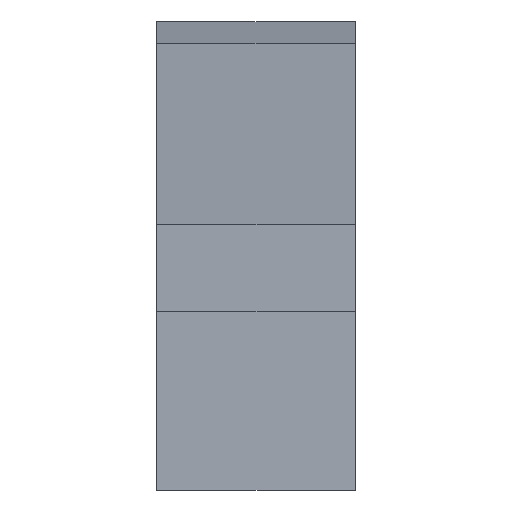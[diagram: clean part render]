
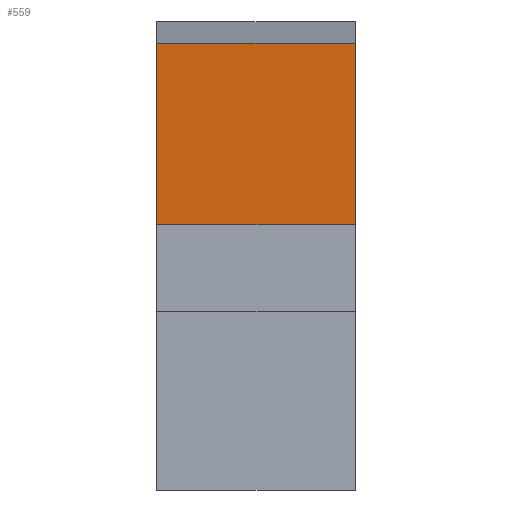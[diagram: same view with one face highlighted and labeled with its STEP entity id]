
A CAD part, left-side view. The second image highlights one B-rep face of the part: STEP entity #559.
In plain terms, the highlighted planar face has unit normal (-0.259, 0, 0.966).
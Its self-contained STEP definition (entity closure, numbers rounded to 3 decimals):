
#2 = ORIENTED_EDGE ( 'NONE', *, *, #14, .F. ) ;
#14 = EDGE_CURVE ( 'NONE', #284, #61, #672, .T. ) ;
#36 = VERTEX_POINT ( 'NONE', #678 ) ;
#61 = VERTEX_POINT ( 'NONE', #624 ) ;
#68 = CARTESIAN_POINT ( 'NONE',  ( -20.694, 0., 77.231 ) ) ;
#100 = VERTEX_POINT ( 'NONE', #566 ) ;
#111 = CARTESIAN_POINT ( 'NONE',  ( -20.694, 15., 77.231 ) ) ;
#146 = ORIENTED_EDGE ( 'NONE', *, *, #471, .F. ) ;
#152 = PLANE ( 'NONE',  #525 ) ;
#207 = FACE_OUTER_BOUND ( 'NONE', #304, .T. ) ;
#212 = CARTESIAN_POINT ( 'NONE',  ( -16.84, 0., 78.264 ) ) ;
#214 = CARTESIAN_POINT ( 'NONE',  ( -20.694, -76.029, 77.231 ) ) ;
#244 = DIRECTION ( 'NONE',  ( -0.966, 0., -0.259 ) ) ;
#250 = VECTOR ( 'NONE', #787, 1000. ) ;
#284 = VERTEX_POINT ( 'NONE', #212 ) ;
#304 = EDGE_LOOP ( 'NONE', ( #2, #146, #418, #554 ) ) ;
#346 = DIRECTION ( 'NONE',  ( 0., -1., 0. ) ) ;
#351 = DIRECTION ( 'NONE',  ( 0.966, 0., 0.259 ) ) ;
#403 = EDGE_CURVE ( 'NONE', #61, #36, #601, .T. ) ;
#418 = ORIENTED_EDGE ( 'NONE', *, *, #478, .F. ) ;
#420 = CARTESIAN_POINT ( 'NONE',  ( -67.998, -76.029, 64.556 ) ) ;
#425 = LINE ( 'NONE', #791, #497 ) ;
#471 = EDGE_CURVE ( 'NONE', #100, #284, #425, .T. ) ;
#478 = EDGE_CURVE ( 'NONE', #36, #100, #799, .T. ) ;
#497 = VECTOR ( 'NONE', #346, 1000. ) ;
#499 = DIRECTION ( 'NONE',  ( 0.966, 0., 0.259 ) ) ;
#525 = AXIS2_PLACEMENT_3D ( 'NONE', #214, #573, #499 ) ;
#554 = ORIENTED_EDGE ( 'NONE', *, *, #403, .F. ) ;
#559 = ADVANCED_FACE ( 'NONE', ( #207 ), #152, .T. ) ;
#566 = CARTESIAN_POINT ( 'NONE',  ( -16.84, 15., 78.264 ) ) ;
#573 = DIRECTION ( 'NONE',  ( -0.259, 0., 0.966 ) ) ;
#601 = LINE ( 'NONE', #420, #250 ) ;
#624 = CARTESIAN_POINT ( 'NONE',  ( -67.998, 0., 64.556 ) ) ;
#672 = LINE ( 'NONE', #68, #727 ) ;
#678 = CARTESIAN_POINT ( 'NONE',  ( -67.998, 15., 64.556 ) ) ;
#727 = VECTOR ( 'NONE', #244, 1000. ) ;
#781 = VECTOR ( 'NONE', #351, 1000. ) ;
#787 = DIRECTION ( 'NONE',  ( 0., 1., 0. ) ) ;
#791 = CARTESIAN_POINT ( 'NONE',  ( -16.84, 15., 78.264 ) ) ;
#799 = LINE ( 'NONE', #111, #781 ) ;
